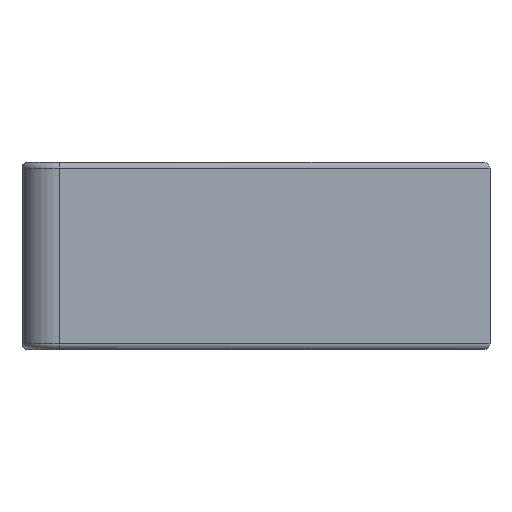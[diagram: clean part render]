
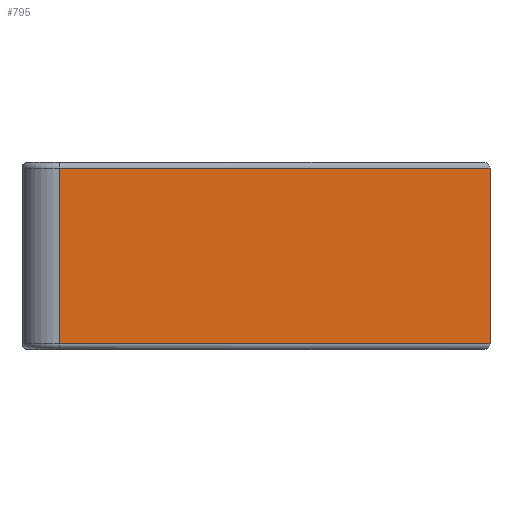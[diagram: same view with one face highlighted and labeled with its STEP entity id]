
A CAD part, left-side view. The second image highlights one B-rep face of the part: STEP entity #795.
In plain terms, the highlighted planar face has unit normal (-1, 0, 0).
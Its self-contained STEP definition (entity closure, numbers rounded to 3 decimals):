
#34=PLANE('',#892);
#88=FACE_OUTER_BOUND('',#142,.T.);
#142=EDGE_LOOP('',(#597,#598,#599,#600));
#239=LINE('',#1390,#297);
#240=LINE('',#1392,#298);
#241=LINE('',#1394,#299);
#242=LINE('',#1395,#300);
#297=VECTOR('',#1057,1000.);
#298=VECTOR('',#1058,1000.);
#299=VECTOR('',#1059,1000.);
#300=VECTOR('',#1060,1000.);
#376=VERTEX_POINT('',#1388);
#377=VERTEX_POINT('',#1389);
#378=VERTEX_POINT('',#1391);
#379=VERTEX_POINT('',#1393);
#459=EDGE_CURVE('',#376,#377,#239,.T.);
#460=EDGE_CURVE('',#377,#378,#240,.T.);
#461=EDGE_CURVE('',#378,#379,#241,.T.);
#462=EDGE_CURVE('',#379,#376,#242,.T.);
#597=ORIENTED_EDGE('',*,*,#459,.T.);
#598=ORIENTED_EDGE('',*,*,#460,.T.);
#599=ORIENTED_EDGE('',*,*,#461,.T.);
#600=ORIENTED_EDGE('',*,*,#462,.T.);
#795=ADVANCED_FACE('',(#88),#34,.T.);
#892=AXIS2_PLACEMENT_3D('',#1387,#1055,#1056);
#1055=DIRECTION('center_axis',(-1.,0.,0.));
#1056=DIRECTION('ref_axis',(0.,0.,1.));
#1057=DIRECTION('',(0.,0.,-1.));
#1058=DIRECTION('',(0.,-1.,0.));
#1059=DIRECTION('',(0.,0.,1.));
#1060=DIRECTION('',(0.,1.,0.));
#1387=CARTESIAN_POINT('Origin',(0.,0.,-5.));
#1388=CARTESIAN_POINT('',(0.,23.,4.7));
#1389=CARTESIAN_POINT('',(0.,23.,-4.7));
#1390=CARTESIAN_POINT('',(0.,23.,-5.));
#1391=CARTESIAN_POINT('',(0.,0.,-4.7));
#1392=CARTESIAN_POINT('',(0.,0.,-4.7));
#1393=CARTESIAN_POINT('',(0.,0.,4.7));
#1394=CARTESIAN_POINT('',(0.,0.,-5.));
#1395=CARTESIAN_POINT('',(0.,23.,4.7));
